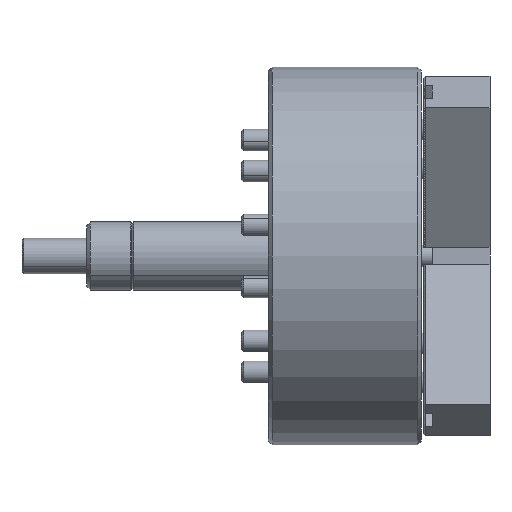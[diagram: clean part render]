
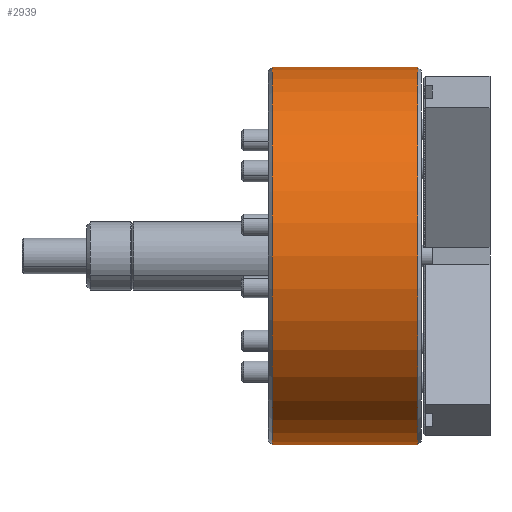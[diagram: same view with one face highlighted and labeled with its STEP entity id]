
A CAD part, front view. The second image highlights one B-rep face of the part: STEP entity #2939.
In plain terms, the highlighted cylindrical face has radius 105 mm (diameter 210 mm), a partial arc.
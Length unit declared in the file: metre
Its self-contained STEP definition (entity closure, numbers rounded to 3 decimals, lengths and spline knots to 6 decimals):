
#615 = CARTESIAN_POINT ( 'NONE',  ( 0.002, 0., 0. ) ) ;
#903 = CARTESIAN_POINT ( 'NONE',  ( 0., 0., 0.105 ) ) ;
#976 = VECTOR ( 'NONE', #2925, 1. ) ;
#2416 = AXIS2_PLACEMENT_3D ( 'NONE', #14859, #23164, #10747 ) ;
#2641 = VERTEX_POINT ( 'NONE', #24129 ) ;
#2925 = DIRECTION ( 'NONE',  ( -1., 0., 0. ) ) ;
#2939 = ADVANCED_FACE ( 'NONE', ( #3155 ), #18942, .T. ) ;
#3155 = FACE_OUTER_BOUND ( 'NONE', #18231, .T. ) ;
#4018 = AXIS2_PLACEMENT_3D ( 'NONE', #21476, #19754, #23733 ) ;
#4701 = DIRECTION ( 'NONE',  ( 0., 0., -1. ) ) ;
#5046 = ORIENTED_EDGE ( 'NONE', *, *, #11184, .T. ) ;
#7297 = VERTEX_POINT ( 'NONE', #11972 ) ;
#8603 = VERTEX_POINT ( 'NONE', #22185 ) ;
#9966 = ORIENTED_EDGE ( 'NONE', *, *, #13375, .F. ) ;
#10747 = DIRECTION ( 'NONE',  ( 0., 0., 1. ) ) ;
#11184 = EDGE_CURVE ( 'NONE', #7297, #23152, #19445, .T. ) ;
#11972 = CARTESIAN_POINT ( 'NONE',  ( 0.083, 0., -0.105 ) ) ;
#12885 = EDGE_CURVE ( 'NONE', #23152, #8603, #20018, .T. ) ;
#13204 = CARTESIAN_POINT ( 'NONE',  ( 0., 0., -0.105 ) ) ;
#13257 = DIRECTION ( 'NONE',  ( -1., 0., 0. ) ) ;
#13314 = CARTESIAN_POINT ( 'NONE',  ( 0.083, 0., 0.105 ) ) ;
#13375 = EDGE_CURVE ( 'NONE', #7297, #2641, #17764, .T. ) ;
#13911 = CIRCLE ( 'NONE', #19245, 0.105 ) ;
#14859 = CARTESIAN_POINT ( 'NONE',  ( 0., 0., 0. ) ) ;
#14958 = DIRECTION ( 'NONE',  ( 1., 0., 0. ) ) ;
#15441 = ORIENTED_EDGE ( 'NONE', *, *, #22504, .T. ) ;
#17764 = LINE ( 'NONE', #13204, #976 ) ;
#17944 = ORIENTED_EDGE ( 'NONE', *, *, #12885, .T. ) ;
#18231 = EDGE_LOOP ( 'NONE', ( #9966, #5046, #17944, #15441 ) ) ;
#18942 = CYLINDRICAL_SURFACE ( 'NONE', #2416, 0.105 ) ;
#19245 = AXIS2_PLACEMENT_3D ( 'NONE', #615, #14958, #4701 ) ;
#19445 = CIRCLE ( 'NONE', #4018, 0.105 ) ;
#19754 = DIRECTION ( 'NONE',  ( -1., 0., 0. ) ) ;
#20018 = LINE ( 'NONE', #903, #20360 ) ;
#20360 = VECTOR ( 'NONE', #13257, 1. ) ;
#21476 = CARTESIAN_POINT ( 'NONE',  ( 0.083, 0., 0. ) ) ;
#22185 = CARTESIAN_POINT ( 'NONE',  ( 0.002, 0., 0.105 ) ) ;
#22504 = EDGE_CURVE ( 'NONE', #8603, #2641, #13911, .T. ) ;
#23152 = VERTEX_POINT ( 'NONE', #13314 ) ;
#23164 = DIRECTION ( 'NONE',  ( -1., 0., 0. ) ) ;
#23733 = DIRECTION ( 'NONE',  ( 0., 0., 1. ) ) ;
#24129 = CARTESIAN_POINT ( 'NONE',  ( 0.002, 0., -0.105 ) ) ;
